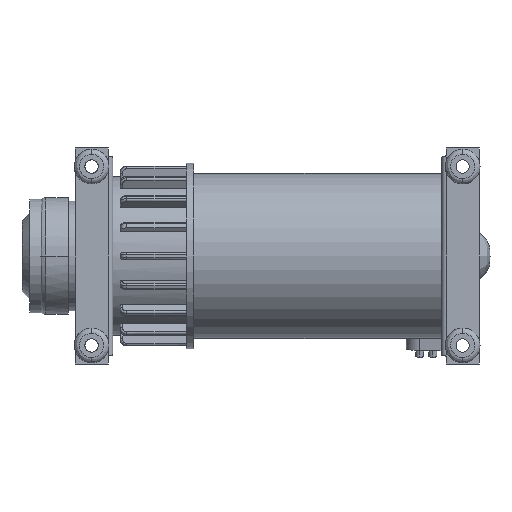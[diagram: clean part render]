
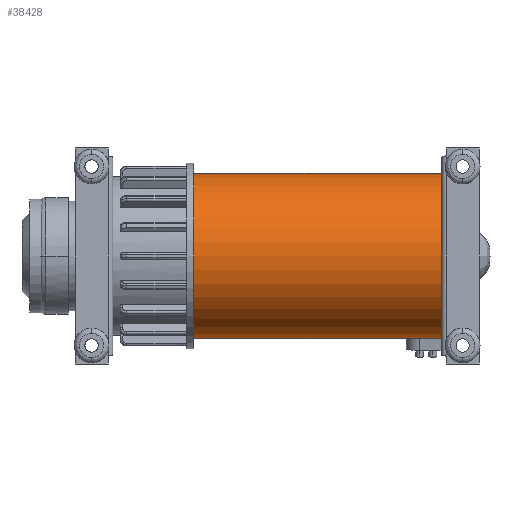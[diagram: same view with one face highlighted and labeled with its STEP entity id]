
A CAD part, front view. The second image highlights one B-rep face of the part: STEP entity #38428.
In plain terms, the highlighted cylindrical face has radius 31.623 mm (diameter 63.246 mm), a partial arc.
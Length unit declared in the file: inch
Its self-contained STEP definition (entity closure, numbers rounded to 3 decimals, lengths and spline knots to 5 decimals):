
#4889 = DIRECTION ( 'NONE',  ( -1., 0., 0. ) ) ;
#5039 = DIRECTION ( 'NONE',  ( 1., 0., 0. ) ) ;
#5146 = VERTEX_POINT ( 'NONE', #55745 ) ;
#7100 = CARTESIAN_POINT ( 'NONE',  ( 3.74, 0., 0. ) ) ;
#9677 = EDGE_CURVE ( 'NONE', #60322, #45450, #61094, .T. ) ;
#10385 = CARTESIAN_POINT ( 'NONE',  ( 3.74, 0., -1.245 ) ) ;
#13816 = DIRECTION ( 'NONE',  ( 0., 0., 1. ) ) ;
#18113 = CARTESIAN_POINT ( 'NONE',  ( 3.74, 0., -1.245 ) ) ;
#18716 = EDGE_CURVE ( 'NONE', #5146, #45450, #68119, .T. ) ;
#19540 = CIRCLE ( 'NONE', #61136, 1.245 ) ;
#22376 = ORIENTED_EDGE ( 'NONE', *, *, #18716, .T. ) ;
#24871 = DIRECTION ( 'NONE',  ( -1., 0., 0. ) ) ;
#26571 = CARTESIAN_POINT ( 'NONE',  ( 0., 0., -1.245 ) ) ;
#30362 = AXIS2_PLACEMENT_3D ( 'NONE', #38341, #4889, #85500 ) ;
#38341 = CARTESIAN_POINT ( 'NONE',  ( 3.74, 0., 0. ) ) ;
#38428 = ADVANCED_FACE ( 'NONE', ( #48145 ), #57530, .T. ) ;
#38461 = CARTESIAN_POINT ( 'NONE',  ( 3.74, 0., 1.245 ) ) ;
#39343 = VERTEX_POINT ( 'NONE', #38461 ) ;
#40591 = VECTOR ( 'NONE', #77626, 39.37008 ) ;
#41802 = EDGE_LOOP ( 'NONE', ( #54995, #45349, #77499, #22376 ) ) ;
#45180 = CARTESIAN_POINT ( 'NONE',  ( 0., 0., 0. ) ) ;
#45349 = ORIENTED_EDGE ( 'NONE', *, *, #81278, .T. ) ;
#45450 = VERTEX_POINT ( 'NONE', #26571 ) ;
#48145 = FACE_OUTER_BOUND ( 'NONE', #41802, .T. ) ;
#51947 = DIRECTION ( 'NONE',  ( 0., 0., 1. ) ) ;
#54033 = DIRECTION ( 'NONE',  ( -1., 0., 0. ) ) ;
#54503 = AXIS2_PLACEMENT_3D ( 'NONE', #45180, #5039, #51947 ) ;
#54995 = ORIENTED_EDGE ( 'NONE', *, *, #9677, .F. ) ;
#55745 = CARTESIAN_POINT ( 'NONE',  ( 0., 0., 1.245 ) ) ;
#57530 = CYLINDRICAL_SURFACE ( 'NONE', #30362, 1.245 ) ;
#60322 = VERTEX_POINT ( 'NONE', #10385 ) ;
#61094 = LINE ( 'NONE', #18113, #76905 ) ;
#61136 = AXIS2_PLACEMENT_3D ( 'NONE', #7100, #54033, #13816 ) ;
#67693 = EDGE_CURVE ( 'NONE', #39343, #5146, #76310, .T. ) ;
#68119 = CIRCLE ( 'NONE', #54503, 1.245 ) ;
#70876 = CARTESIAN_POINT ( 'NONE',  ( 3.74, 0., 1.245 ) ) ;
#76310 = LINE ( 'NONE', #70876, #40591 ) ;
#76905 = VECTOR ( 'NONE', #24871, 39.37008 ) ;
#77499 = ORIENTED_EDGE ( 'NONE', *, *, #67693, .T. ) ;
#77626 = DIRECTION ( 'NONE',  ( -1., 0., 0. ) ) ;
#81278 = EDGE_CURVE ( 'NONE', #60322, #39343, #19540, .T. ) ;
#85500 = DIRECTION ( 'NONE',  ( 0., 0., 1. ) ) ;
